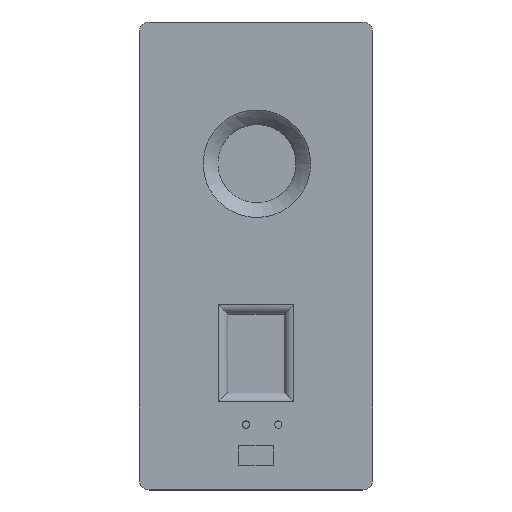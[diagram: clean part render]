
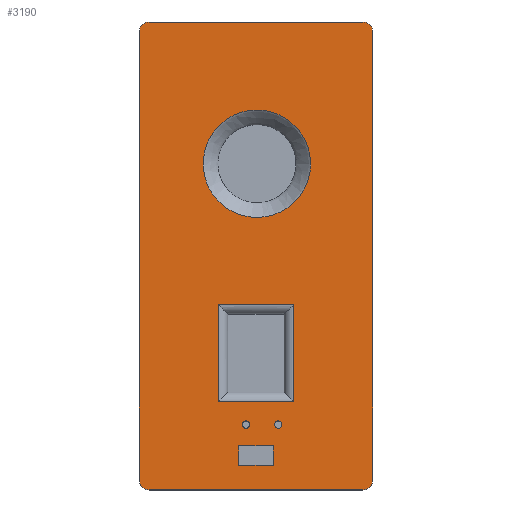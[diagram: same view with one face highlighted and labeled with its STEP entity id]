
A CAD part, top view. The second image highlights one B-rep face of the part: STEP entity #3190.
In plain terms, the highlighted planar face has unit normal (0, 0, 1).
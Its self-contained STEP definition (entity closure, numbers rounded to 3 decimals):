
#44=FACE_BOUND('',#711,.T.);
#45=FACE_BOUND('',#712,.T.);
#46=FACE_BOUND('',#713,.T.);
#47=FACE_BOUND('',#714,.T.);
#48=FACE_BOUND('',#715,.T.);
#199=PLANE('',#3456);
#326=CIRCLE('',#3430,0.75);
#328=CIRCLE('',#3433,0.75);
#333=CIRCLE('',#3457,2.);
#334=CIRCLE('',#3458,2.);
#335=CIRCLE('',#3459,2.);
#336=CIRCLE('',#3460,2.);
#493=FACE_OUTER_BOUND('',#710,.T.);
#710=EDGE_LOOP('',(#2681,#2682,#2683,#2684,#2685,#2686,#2687,#2688));
#711=EDGE_LOOP('',(#2689));
#712=EDGE_LOOP('',(#2690));
#713=EDGE_LOOP('',(#2691,#2692,#2693,#2694));
#714=EDGE_LOOP('',(#2695));
#715=EDGE_LOOP('',(#2696,#2697,#2698,#2699));
#958=LINE('',#5821,#1245);
#962=LINE('',#5828,#1249);
#965=LINE('',#5834,#1252);
#967=LINE('',#5837,#1254);
#968=LINE('',#5841,#1255);
#971=LINE('',#5852,#1258);
#972=LINE('',#5855,#1259);
#974=LINE('',#5860,#1261);
#981=LINE('',#5877,#1268);
#982=LINE('',#5881,#1269);
#983=LINE('',#5885,#1270);
#984=LINE('',#5888,#1271);
#1245=VECTOR('',#4058,10.);
#1249=VECTOR('',#4064,10.);
#1252=VECTOR('',#4069,10.);
#1254=VECTOR('',#4073,10.);
#1255=VECTOR('',#4076,10.);
#1258=VECTOR('',#4087,10.);
#1259=VECTOR('',#4090,10.);
#1261=VECTOR('',#4096,10.);
#1268=VECTOR('',#4111,10.);
#1269=VECTOR('',#4114,10.);
#1270=VECTOR('',#4117,10.);
#1271=VECTOR('',#4120,10.);
#1426=B_SPLINE_CURVE_WITH_KNOTS('',3,(#5890,#5891,#5892,#5893,#5894,#5895,
#5896,#5897,#5898,#5899,#5900,#5901,#5902,#5903,#5904,#5905,#5906),
 .UNSPECIFIED.,.T.,.F.,(4,1,1,1,1,1,1,1,1,1,1,1,1,1,4),(-6.88,
-6.389,-5.897,-5.57,-4.914,
-4.587,-3.931,-3.276,-2.949,
-2.621,-1.966,-1.474,-0.983,
-0.491,0.),.UNSPECIFIED.);
#1576=VERTEX_POINT('',#5791);
#1578=VERTEX_POINT('',#5797);
#1585=VERTEX_POINT('',#5818);
#1586=VERTEX_POINT('',#5820);
#1588=VERTEX_POINT('',#5826);
#1590=VERTEX_POINT('',#5832);
#1591=VERTEX_POINT('',#5839);
#1592=VERTEX_POINT('',#5840);
#1596=VERTEX_POINT('',#5850);
#1597=VERTEX_POINT('',#5854);
#1602=VERTEX_POINT('',#5873);
#1603=VERTEX_POINT('',#5874);
#1604=VERTEX_POINT('',#5876);
#1605=VERTEX_POINT('',#5878);
#1606=VERTEX_POINT('',#5880);
#1607=VERTEX_POINT('',#5882);
#1608=VERTEX_POINT('',#5884);
#1609=VERTEX_POINT('',#5886);
#1610=VERTEX_POINT('',#5889);
#1950=EDGE_CURVE('',#1576,#1576,#326,.T.);
#1953=EDGE_CURVE('',#1578,#1578,#328,.T.);
#1962=EDGE_CURVE('',#1586,#1585,#958,.T.);
#1966=EDGE_CURVE('',#1585,#1588,#962,.T.);
#1969=EDGE_CURVE('',#1588,#1590,#965,.T.);
#1971=EDGE_CURVE('',#1590,#1586,#967,.T.);
#1972=EDGE_CURVE('',#1591,#1592,#968,.T.);
#1978=EDGE_CURVE('',#1596,#1591,#971,.T.);
#1979=EDGE_CURVE('',#1597,#1596,#972,.T.);
#1982=EDGE_CURVE('',#1592,#1597,#974,.T.);
#1989=EDGE_CURVE('',#1602,#1603,#333,.T.);
#1990=EDGE_CURVE('',#1602,#1604,#981,.T.);
#1991=EDGE_CURVE('',#1605,#1604,#334,.T.);
#1992=EDGE_CURVE('',#1605,#1606,#982,.T.);
#1993=EDGE_CURVE('',#1607,#1606,#335,.T.);
#1994=EDGE_CURVE('',#1607,#1608,#983,.T.);
#1995=EDGE_CURVE('',#1609,#1608,#336,.T.);
#1996=EDGE_CURVE('',#1609,#1603,#984,.T.);
#1997=EDGE_CURVE('',#1610,#1610,#1426,.T.);
#2681=ORIENTED_EDGE('',*,*,#1989,.F.);
#2682=ORIENTED_EDGE('',*,*,#1990,.T.);
#2683=ORIENTED_EDGE('',*,*,#1991,.F.);
#2684=ORIENTED_EDGE('',*,*,#1992,.T.);
#2685=ORIENTED_EDGE('',*,*,#1993,.F.);
#2686=ORIENTED_EDGE('',*,*,#1994,.T.);
#2687=ORIENTED_EDGE('',*,*,#1995,.F.);
#2688=ORIENTED_EDGE('',*,*,#1996,.T.);
#2689=ORIENTED_EDGE('',*,*,#1950,.T.);
#2690=ORIENTED_EDGE('',*,*,#1953,.T.);
#2691=ORIENTED_EDGE('',*,*,#1962,.T.);
#2692=ORIENTED_EDGE('',*,*,#1966,.T.);
#2693=ORIENTED_EDGE('',*,*,#1969,.T.);
#2694=ORIENTED_EDGE('',*,*,#1971,.T.);
#2695=ORIENTED_EDGE('',*,*,#1997,.F.);
#2696=ORIENTED_EDGE('',*,*,#1972,.F.);
#2697=ORIENTED_EDGE('',*,*,#1978,.F.);
#2698=ORIENTED_EDGE('',*,*,#1979,.F.);
#2699=ORIENTED_EDGE('',*,*,#1982,.F.);
#3190=ADVANCED_FACE('',(#493,#44,#45,#46,#47,#48),#199,.T.);
#3430=AXIS2_PLACEMENT_3D('',#5793,#4027,#4028);
#3433=AXIS2_PLACEMENT_3D('',#5799,#4034,#4035);
#3456=AXIS2_PLACEMENT_3D('',#5872,#4107,#4108);
#3457=AXIS2_PLACEMENT_3D('',#5875,#4109,#4110);
#3458=AXIS2_PLACEMENT_3D('',#5879,#4112,#4113);
#3459=AXIS2_PLACEMENT_3D('',#5883,#4115,#4116);
#3460=AXIS2_PLACEMENT_3D('',#5887,#4118,#4119);
#4027=DIRECTION('center_axis',(0.,0.,-1.));
#4028=DIRECTION('ref_axis',(1.,0.,0.));
#4034=DIRECTION('center_axis',(0.,0.,-1.));
#4035=DIRECTION('ref_axis',(1.,0.,0.));
#4058=DIRECTION('',(0.,-1.,0.));
#4064=DIRECTION('',(-1.,0.,0.));
#4069=DIRECTION('',(0.,1.,0.));
#4073=DIRECTION('',(1.,0.,0.));
#4076=DIRECTION('',(-1.,0.,0.));
#4087=DIRECTION('',(0.,1.,0.));
#4090=DIRECTION('',(1.,0.,0.));
#4096=DIRECTION('',(0.,-1.,0.));
#4107=DIRECTION('center_axis',(0.,0.,1.));
#4108=DIRECTION('ref_axis',(1.,0.,0.));
#4109=DIRECTION('center_axis',(0.,0.,-1.));
#4110=DIRECTION('ref_axis',(-0.707,0.707,0.));
#4111=DIRECTION('',(0.,-1.,0.));
#4112=DIRECTION('center_axis',(0.,0.,-1.));
#4113=DIRECTION('ref_axis',(-0.707,-0.707,0.));
#4114=DIRECTION('',(1.,0.,0.));
#4115=DIRECTION('center_axis',(0.,0.,-1.));
#4116=DIRECTION('ref_axis',(0.707,-0.707,0.));
#4117=DIRECTION('',(0.,1.,0.));
#4118=DIRECTION('center_axis',(0.,0.,-1.));
#4119=DIRECTION('ref_axis',(0.707,0.707,0.));
#4120=DIRECTION('',(-1.,0.,0.));
#5791=CARTESIAN_POINT('',(15.25,10.4,20.));
#5793=CARTESIAN_POINT('Origin',(16.,10.4,20.));
#5797=CARTESIAN_POINT('',(8.65,10.4,20.));
#5799=CARTESIAN_POINT('Origin',(9.4,10.4,20.));
#5818=CARTESIAN_POINT('',(14.93,2.04,20.));
#5820=CARTESIAN_POINT('',(14.93,6.04,20.));
#5821=CARTESIAN_POINT('',(14.93,23.5,20.));
#5826=CARTESIAN_POINT('',(7.93,2.04,20.));
#5828=CARTESIAN_POINT('',(9.68,2.04,20.));
#5832=CARTESIAN_POINT('',(7.93,6.04,20.));
#5834=CARTESIAN_POINT('',(7.93,25.5,20.));
#5837=CARTESIAN_POINT('',(13.18,6.04,20.));
#5839=CARTESIAN_POINT('',(19.18,35.04,20.));
#5840=CARTESIAN_POINT('',(3.68,35.04,20.));
#5841=CARTESIAN_POINT('',(14.305,35.04,20.));
#5850=CARTESIAN_POINT('',(19.18,15.04,20.));
#5852=CARTESIAN_POINT('',(19.18,31.,20.));
#5854=CARTESIAN_POINT('',(3.68,15.04,20.));
#5855=CARTESIAN_POINT('',(8.555,15.04,20.));
#5860=CARTESIAN_POINT('',(3.68,39.,20.));
#5872=CARTESIAN_POINT('Origin',(11.43,44.96,20.));
#5873=CARTESIAN_POINT('',(-12.46,90.88,20.));
#5874=CARTESIAN_POINT('',(-10.46,92.88,20.));
#5875=CARTESIAN_POINT('Origin',(-10.46,90.88,20.));
#5876=CARTESIAN_POINT('',(-12.46,-0.96,20.));
#5877=CARTESIAN_POINT('',(-12.46,-2.96,20.));
#5878=CARTESIAN_POINT('',(-10.46,-2.96,20.));
#5879=CARTESIAN_POINT('Origin',(-10.46,-0.96,20.));
#5880=CARTESIAN_POINT('',(33.32,-2.96,20.));
#5881=CARTESIAN_POINT('',(35.32,-2.96,20.));
#5882=CARTESIAN_POINT('',(35.32,-0.96,20.));
#5883=CARTESIAN_POINT('Origin',(33.32,-0.96,20.));
#5884=CARTESIAN_POINT('',(35.32,90.88,20.));
#5885=CARTESIAN_POINT('',(35.32,92.88,20.));
#5886=CARTESIAN_POINT('',(33.32,92.88,20.));
#5887=CARTESIAN_POINT('Origin',(33.32,90.88,20.));
#5888=CARTESIAN_POINT('',(-12.46,92.88,20.));
#5889=CARTESIAN_POINT('',(22.615,63.844,20.));
#5890=CARTESIAN_POINT('Ctrl Pts',(22.615,63.844,20.));
#5891=CARTESIAN_POINT('Ctrl Pts',(22.615,65.49,20.));
#5892=CARTESIAN_POINT('Ctrl Pts',(21.865,68.783,20.));
#5893=CARTESIAN_POINT('Ctrl Pts',(19.058,72.294,20.));
#5894=CARTESIAN_POINT('Ctrl Pts',(14.733,74.798,20.));
#5895=CARTESIAN_POINT('Ctrl Pts',(10.166,75.141,20.));
#5896=CARTESIAN_POINT('Ctrl Pts',(4.996,73.111,20.));
#5897=CARTESIAN_POINT('Ctrl Pts',(1.092,68.915,20.));
#5898=CARTESIAN_POINT('Ctrl Pts',(0.24,63.238,20.));
#5899=CARTESIAN_POINT('Ctrl Pts',(1.559,59.002,20.));
#5900=CARTESIAN_POINT('Ctrl Pts',(4.05,55.326,20.));
#5901=CARTESIAN_POINT('Ctrl Pts',(8.518,52.748,20.));
#5902=CARTESIAN_POINT('Ctrl Pts',(14.148,52.756,20.));
#5903=CARTESIAN_POINT('Ctrl Pts',(18.708,54.948,20.));
#5904=CARTESIAN_POINT('Ctrl Pts',(21.865,58.909,20.));
#5905=CARTESIAN_POINT('Ctrl Pts',(22.615,62.199,20.));
#5906=CARTESIAN_POINT('Ctrl Pts',(22.615,63.844,20.));
